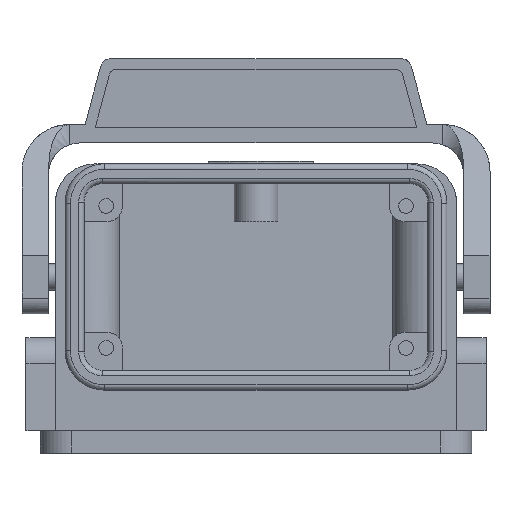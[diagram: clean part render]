
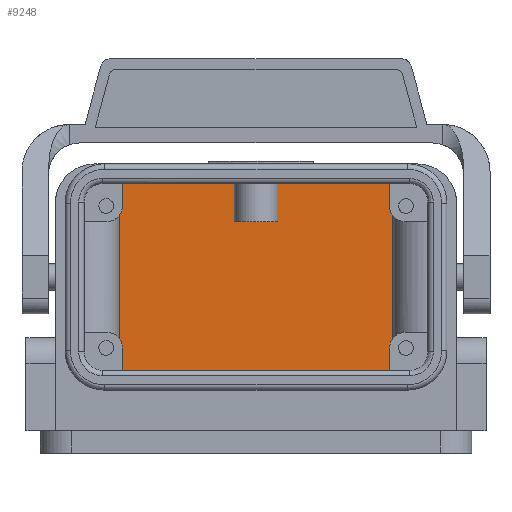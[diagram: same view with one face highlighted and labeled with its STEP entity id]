
A CAD part, front view. The second image highlights one B-rep face of the part: STEP entity #9248.
In plain terms, the highlighted free-form (B-spline) face has degree [1, 1] with [2, 2] control points.
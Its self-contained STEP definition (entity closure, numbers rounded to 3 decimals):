
#8708=CARTESIAN_POINT('V160',(26.,55.5,
   -33.5));
#8709=VERTEX_POINT('V160',#8708);
#8715=CARTESIAN_POINT('V152',(-26.,55.5,
   -33.5));
#8716=VERTEX_POINT('V152',#8715);
#8717=CARTESIAN_POINT('E234',(26.,55.5,
   -33.5));
#8718=CARTESIAN_POINT('E234',(-26.,55.5,
   -33.5));
#8719=B_SPLINE_CURVE_WITH_KNOTS('E234',1,(#8717,#8718),
   .POLYLINE_FORM.,.F.,.U.,(2,2),(0.0,173.331),
   .UNSPECIFIED.);
#8720=EDGE_CURVE('E234',#8709,#8716,#8719,.T.);
#8930=CARTESIAN_POINT('V151',(-26.,55.5,
   17.75));
#8931=VERTEX_POINT('V151',#8930);
#8932=CARTESIAN_POINT('E216',(-26.,55.5,
   17.75));
#8933=CARTESIAN_POINT('E216',(-26.,55.5,
   -33.5));
#8934=QUASI_UNIFORM_CURVE('E216',1,(#8932,#8933),.POLYLINE_FORM.,.F.,
   .U.);
#8935=EDGE_CURVE('E216',#8931,#8716,#8934,.T.);
#9080=CARTESIAN_POINT('V164',(-4.15,55.5,
   10.5));
#9081=VERTEX_POINT('V164',#9080);
#9082=CARTESIAN_POINT('V161',(4.15,55.5,
   10.5));
#9083=VERTEX_POINT('V161',#9082);
#9084=CARTESIAN_POINT('E237',(-4.15,55.5,
   10.5));
#9085=CARTESIAN_POINT('E237',(4.15,55.5,
   10.5));
#9086=B_SPLINE_CURVE_WITH_KNOTS('E237',1,(#9084,#9085),
   .POLYLINE_FORM.,.F.,.U.,(2,2),(0.024,
   0.976),.UNSPECIFIED.);
#9087=EDGE_CURVE('E237',#9081,#9083,#9086,.T.);
#9136=CARTESIAN_POINT('V163',(-4.15,55.5,
   17.75));
#9137=VERTEX_POINT('V163',#9136);
#9143=CARTESIAN_POINT('E236',(-4.15,55.5,
   17.75));
#9144=CARTESIAN_POINT('E236',(-4.15,55.5,
   10.5));
#9145=QUASI_UNIFORM_CURVE('E236',1,(#9143,#9144),.POLYLINE_FORM.,.F.,
   .U.);
#9146=EDGE_CURVE('E236',#9137,#9081,#9145,.T.);
#9202=CARTESIAN_POINT('V162',(4.15,55.5,
   17.75));
#9203=VERTEX_POINT('V162',#9202);
#9204=CARTESIAN_POINT('E232',(4.15,55.5,
   10.5));
#9205=CARTESIAN_POINT('E232',(4.15,55.5,
   17.75));
#9206=QUASI_UNIFORM_CURVE('E232',1,(#9204,#9205),.POLYLINE_FORM.,.F.,
   .U.);
#9207=EDGE_CURVE('E232',#9083,#9203,#9206,.T.);
#9219=CARTESIAN_POINT('F76',(26.3,55.5,
   -33.7));
#9220=CARTESIAN_POINT('F76',(-26.3,55.5,
   -33.7));
#9221=CARTESIAN_POINT('F76',(26.3,55.5,
   17.85));
#9222=CARTESIAN_POINT('F76',(-26.3,55.5,
   17.85));
#9223=QUASI_UNIFORM_SURFACE('F76',1,1,((#9219,#9221),(#9220,#9222))
,.PLANE_SURF.,.F.,.F.,.U.);
#9224=ORIENTED_EDGE('E237',*,*,#9087,.F.);
#9225=ORIENTED_EDGE('E236',*,*,#9146,.F.);
#9226=CARTESIAN_POINT('E235',(-4.15,55.5,
   17.75));
#9227=CARTESIAN_POINT('E235',(-26.,55.5,
   17.75));
#9228=B_SPLINE_CURVE_WITH_KNOTS('E235',1,(#9226,#9227),
   .POLYLINE_FORM.,.F.,.U.,(2,2),(0.0,87.399),
   .UNSPECIFIED.);
#9229=EDGE_CURVE('E235',#9137,#8931,#9228,.T.);
#9230=ORIENTED_EDGE('E235',*,*,#9229,.T.);
#9231=ORIENTED_EDGE('E216',*,*,#8935,.T.);
#9232=ORIENTED_EDGE('E234',*,*,#8720,.F.);
#9233=CARTESIAN_POINT('V159',(26.,55.5,
   17.75));
#9234=VERTEX_POINT('V159',#9233);
#9235=CARTESIAN_POINT('E229',(26.,55.5,
   17.75));
#9236=CARTESIAN_POINT('E229',(26.,55.5,
   -33.5));
#9237=QUASI_UNIFORM_CURVE('E229',1,(#9235,#9236),.POLYLINE_FORM.,.F.,
   .U.);
#9238=EDGE_CURVE('E229',#9234,#8709,#9237,.T.);
#9239=ORIENTED_EDGE('E229',*,*,#9238,.F.);
#9240=CARTESIAN_POINT('E233',(26.,55.5,
   17.75));
#9241=CARTESIAN_POINT('E233',(4.15,55.5,
   17.75));
#9242=B_SPLINE_CURVE_WITH_KNOTS('E233',1,(#9240,#9241),
   .POLYLINE_FORM.,.F.,.U.,(2,2),(0.0,87.399),
   .UNSPECIFIED.);
#9243=EDGE_CURVE('E233',#9234,#9203,#9242,.T.);
#9244=ORIENTED_EDGE('E233',*,*,#9243,.T.);
#9245=ORIENTED_EDGE('E232',*,*,#9207,.F.);
#9246=EDGE_LOOP('F76',(#9224,#9225,#9230,#9231,#9232,#9239,#9244,
   #9245));
#9247=FACE_OUTER_BOUND('F76',#9246,.T.);
#9248=ADVANCED_FACE('F76',(#9247),#9223,.F.);
